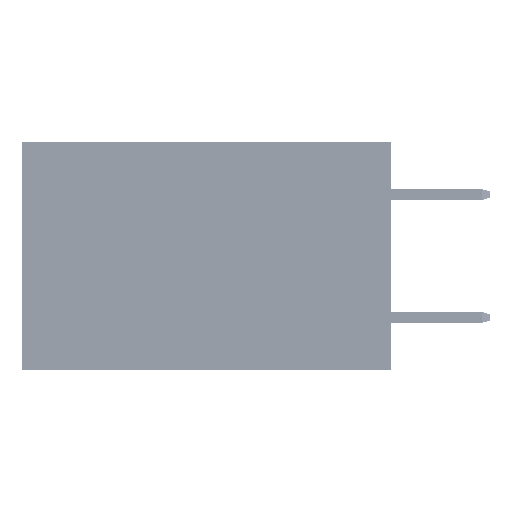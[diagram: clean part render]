
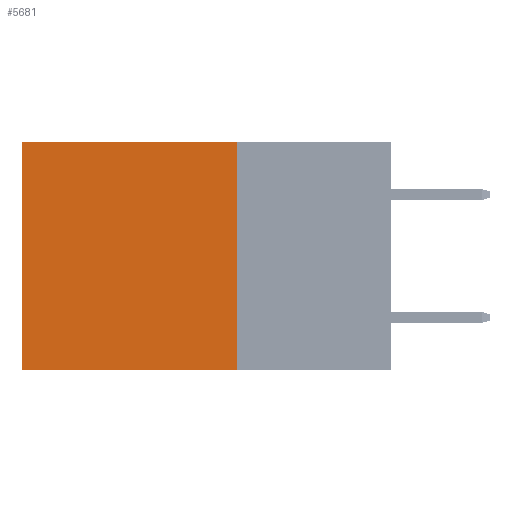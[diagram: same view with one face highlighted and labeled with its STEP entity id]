
A CAD part, left-side view. The second image highlights one B-rep face of the part: STEP entity #5681.
In plain terms, the highlighted planar face has unit normal (-1, 0, 0).
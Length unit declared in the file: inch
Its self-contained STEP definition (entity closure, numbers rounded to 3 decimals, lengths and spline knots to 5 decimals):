
#677 = LINE ( 'NONE', #35132, #9247 ) ;
#2077 = VECTOR ( 'NONE', #36690, 39.37008 ) ;
#2164 = LINE ( 'NONE', #37341, #24479 ) ;
#3755 = LINE ( 'NONE', #41524, #15189 ) ;
#4977 = EDGE_CURVE ( 'NONE', #29885, #36029, #2164, .T. ) ;
#5681 = ADVANCED_FACE ( 'NONE', ( #23526 ), #8205, .F. ) ;
#8205 = PLANE ( 'NONE',  #25350 ) ;
#9247 = VECTOR ( 'NONE', #47109, 39.37008 ) ;
#10670 = DIRECTION ( 'NONE',  ( 0., 0., -1. ) ) ;
#12707 = CARTESIAN_POINT ( 'NONE',  ( 0.2875, 0.6, -0.37 ) ) ;
#15189 = VECTOR ( 'NONE', #10670, 39.37008 ) ;
#17070 = LINE ( 'NONE', #32623, #2077 ) ;
#18286 = EDGE_CURVE ( 'NONE', #21478, #31796, #677, .T. ) ;
#19454 = ORIENTED_EDGE ( 'NONE', *, *, #46649, .F. ) ;
#20436 = DIRECTION ( 'NONE',  ( 0., 0., -1. ) ) ;
#21478 = VERTEX_POINT ( 'NONE', #30909 ) ;
#23526 = FACE_OUTER_BOUND ( 'NONE', #39083, .T. ) ;
#24479 = VECTOR ( 'NONE', #24895, 39.37008 ) ;
#24895 = DIRECTION ( 'NONE',  ( 0., 1., 0. ) ) ;
#25350 = AXIS2_PLACEMENT_3D ( 'NONE', #39065, #38820, #20436 ) ;
#29885 = VERTEX_POINT ( 'NONE', #39174 ) ;
#30909 = CARTESIAN_POINT ( 'NONE',  ( 0.2875, 0.25, 0. ) ) ;
#31796 = VERTEX_POINT ( 'NONE', #36278 ) ;
#32623 = CARTESIAN_POINT ( 'NONE',  ( 0.2875, 0.25, 0. ) ) ;
#35132 = CARTESIAN_POINT ( 'NONE',  ( 0.2875, 0.25, 0. ) ) ;
#36029 = VERTEX_POINT ( 'NONE', #12707 ) ;
#36278 = CARTESIAN_POINT ( 'NONE',  ( 0.2875, 0.6, 0. ) ) ;
#36690 = DIRECTION ( 'NONE',  ( 0., 0., -1. ) ) ;
#37341 = CARTESIAN_POINT ( 'NONE',  ( 0.2875, 0.25, -0.37 ) ) ;
#38820 = DIRECTION ( 'NONE',  ( 1., 0., 0. ) ) ;
#39065 = CARTESIAN_POINT ( 'NONE',  ( 0.2875, 0.25, 0. ) ) ;
#39079 = ORIENTED_EDGE ( 'NONE', *, *, #4977, .F. ) ;
#39083 = EDGE_LOOP ( 'NONE', ( #43099, #39079, #19454, #43669 ) ) ;
#39174 = CARTESIAN_POINT ( 'NONE',  ( 0.2875, 0.25, -0.37 ) ) ;
#41524 = CARTESIAN_POINT ( 'NONE',  ( 0.2875, 0.6, 0. ) ) ;
#43099 = ORIENTED_EDGE ( 'NONE', *, *, #50214, .T. ) ;
#43669 = ORIENTED_EDGE ( 'NONE', *, *, #18286, .T. ) ;
#46649 = EDGE_CURVE ( 'NONE', #21478, #29885, #17070, .T. ) ;
#47109 = DIRECTION ( 'NONE',  ( 0., 1., 0. ) ) ;
#50214 = EDGE_CURVE ( 'NONE', #31796, #36029, #3755, .T. ) ;
